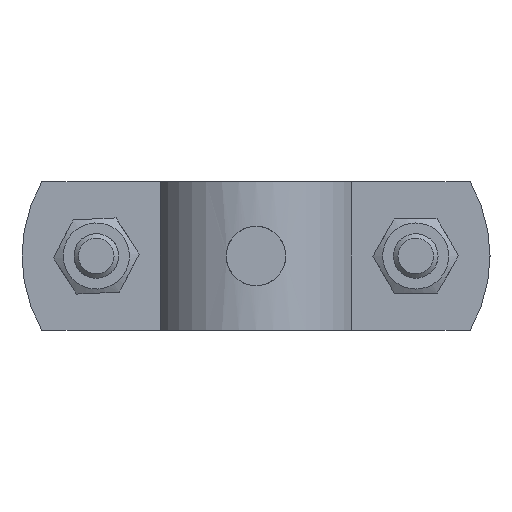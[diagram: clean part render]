
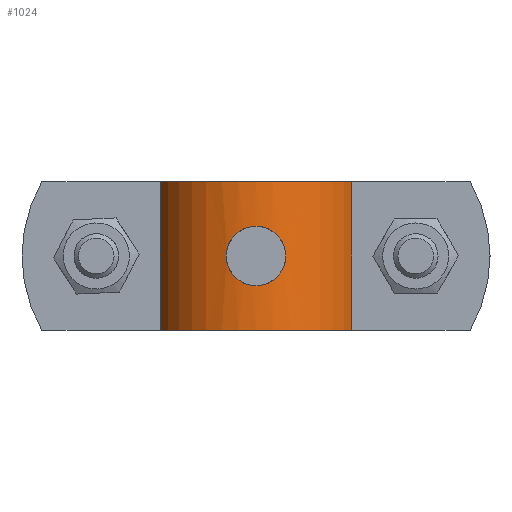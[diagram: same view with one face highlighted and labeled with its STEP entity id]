
A CAD part, front view. The second image highlights one B-rep face of the part: STEP entity #1024.
In plain terms, the highlighted cylindrical face has radius 14 mm (diameter 28 mm), a partial arc.
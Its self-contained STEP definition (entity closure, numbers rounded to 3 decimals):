
#588=CARTESIAN_POINT('',(4.0,13.416,0.));
#589=VERTEX_POINT('',#588);
#590=CARTESIAN_POINT('',(4.0,13.416,0.));
#591=CARTESIAN_POINT('',(4.0,13.416,0.461));
#592=CARTESIAN_POINT('',(3.916,13.442,0.949));
#593=CARTESIAN_POINT('',(3.745,13.49,1.405));
#594=CARTESIAN_POINT('',(3.587,13.534,1.827));
#595=CARTESIAN_POINT('',(3.354,13.595,2.222));
#596=CARTESIAN_POINT('',(3.076,13.658,2.557));
#597=CARTESIAN_POINT('',(2.908,13.696,2.759));
#598=CARTESIAN_POINT('',(2.727,13.733,2.938));
#599=CARTESIAN_POINT('',(2.523,13.771,3.104));
#600=CARTESIAN_POINT('',(2.149,13.839,3.408));
#601=CARTESIAN_POINT('',(1.702,13.904,3.654));
#602=CARTESIAN_POINT('',(1.229,13.946,3.806));
#603=CARTESIAN_POINT('',(0.934,13.972,3.902));
#604=CARTESIAN_POINT('',(0.628,13.989,3.962));
#605=CARTESIAN_POINT('',(0.328,13.996,3.987));
#606=CARTESIAN_POINT('',(0.07,14.002,4.008));
#607=CARTESIAN_POINT('',(-0.182,14.001,4.004));
#608=CARTESIAN_POINT('',(-0.441,13.993,3.976));
#609=CARTESIAN_POINT('',(-0.926,13.978,3.922));
#610=CARTESIAN_POINT('',(-1.417,13.935,3.774));
#611=CARTESIAN_POINT('',(-1.858,13.876,3.542));
#612=CARTESIAN_POINT('',(-2.22,13.828,3.353));
#613=CARTESIAN_POINT('',(-2.548,13.769,3.108));
#614=CARTESIAN_POINT('',(-2.821,13.713,2.836));
#615=CARTESIAN_POINT('',(-2.958,13.685,2.699));
#616=CARTESIAN_POINT('',(-3.089,13.655,2.549));
#617=CARTESIAN_POINT('',(-3.21,13.627,2.386));
#618=CARTESIAN_POINT('',(-3.502,13.558,1.993));
#619=CARTESIAN_POINT('',(-3.729,13.495,1.531));
#620=CARTESIAN_POINT('',(-3.86,13.457,1.048));
#621=CARTESIAN_POINT('',(-3.932,13.437,0.785));
#622=CARTESIAN_POINT('',(-3.975,13.424,0.516));
#623=CARTESIAN_POINT('',(-3.992,13.419,0.253));
#624=CARTESIAN_POINT('',(-4.006,13.415,0.03));
#625=CARTESIAN_POINT('',(-4.002,13.416,-0.188));
#626=CARTESIAN_POINT('',(-3.979,13.423,-0.412));
#627=CARTESIAN_POINT('',(-3.927,13.438,-0.911));
#628=CARTESIAN_POINT('',(-3.775,13.484,-1.42));
#629=CARTESIAN_POINT('',(-3.534,13.547,-1.873));
#630=CARTESIAN_POINT('',(-3.353,13.594,-2.215));
#631=CARTESIAN_POINT('',(-3.123,13.65,-2.525));
#632=CARTESIAN_POINT('',(-2.869,13.703,-2.788));
#633=CARTESIAN_POINT('',(-2.723,13.734,-2.938));
#634=CARTESIAN_POINT('',(-2.563,13.764,-3.078));
#635=CARTESIAN_POINT('',(-2.389,13.795,-3.208));
#636=CARTESIAN_POINT('',(-1.999,13.862,-3.498));
#637=CARTESIAN_POINT('',(-1.541,13.923,-3.724));
#638=CARTESIAN_POINT('',(-1.062,13.96,-3.856));
#639=CARTESIAN_POINT('',(-0.774,13.982,-3.936));
#640=CARTESIAN_POINT('',(-0.479,13.995,-3.982));
#641=CARTESIAN_POINT('',(-0.191,13.999,-3.995));
#642=CARTESIAN_POINT('',(0.015,14.002,-4.005));
#643=CARTESIAN_POINT('',(0.218,14.,-4.));
#644=CARTESIAN_POINT('',(0.426,13.994,-3.977));
#645=CARTESIAN_POINT('',(0.907,13.979,-3.926));
#646=CARTESIAN_POINT('',(1.396,13.937,-3.781));
#647=CARTESIAN_POINT('',(1.836,13.879,-3.554));
#648=CARTESIAN_POINT('',(2.092,13.845,-3.421));
#649=CARTESIAN_POINT('',(2.333,13.806,-3.261));
#650=CARTESIAN_POINT('',(2.549,13.766,-3.083));
#651=CARTESIAN_POINT('',(2.754,13.728,-2.913));
#652=CARTESIAN_POINT('',(2.934,13.69,-2.731));
#653=CARTESIAN_POINT('',(3.103,13.652,-2.525));
#654=CARTESIAN_POINT('',(3.406,13.583,-2.151));
#655=CARTESIAN_POINT('',(3.652,13.516,-1.705));
#656=CARTESIAN_POINT('',(3.806,13.473,-1.232));
#657=CARTESIAN_POINT('',(3.937,13.436,-0.827));
#658=CARTESIAN_POINT('',(4.0,13.416,-0.403));
#659=CARTESIAN_POINT('',(4.0,13.416,0.));
#660=B_SPLINE_CURVE_WITH_KNOTS('',3,(#590,#591,#592,#593,#594,#595,#596,#597,#598,#599,#600,#601,#602,#603,#604,#605,#606,#607,#608,#609,#610,#611,#612,#613,#614,#615,#616,#617,#618,#619,#620,#621,#622,#623,#624,#625,#626,#627,#628,#629,#630,#631,#632,#633,#634,#635,#636,#637,#638,#639,#640,#641,#642,#643,#644,#645,#646,#647,#648,#649,#650,#651,#652,#653,#654,#655,#656,#657,#658,#659),.UNSPECIFIED.,.T.,.U.,(4,3,3,3,3,3,3,3,3,3,3,3,3,3,3,3,3,3,3,3,3,3,3,4),(0.0,0.138,0.267,0.344,0.486,0.574,0.65,0.792,0.908,0.967,1.11,1.188,1.253,1.4,1.51,1.573,1.715,1.8,1.861,2.002,2.085,2.163,2.304,2.425),.UNSPECIFIED.);
#661=EDGE_CURVE('',#589,#589,#660,.T.);
#842=CARTESIAN_POINT('',(12.874,5.5,10.0));
#843=VERTEX_POINT('',#842);
#850=CARTESIAN_POINT('',(-12.874,5.5,10.0));
#851=VERTEX_POINT('',#850);
#852=CARTESIAN_POINT('',(0.0,0.0,10.0));
#853=DIRECTION('',(0.0,0.0,-1.));
#854=DIRECTION('',(-0.92,-0.393,0.0));
#855=AXIS2_PLACEMENT_3D('',#852,#853,#854);
#856=CIRCLE('',#855,14.);
#857=EDGE_CURVE('',#851,#843,#856,.T.);
#897=CARTESIAN_POINT('',(12.874,5.5,-10.0));
#898=VERTEX_POINT('',#897);
#905=CARTESIAN_POINT('',(12.874,5.5,10.0));
#906=DIRECTION('',(0.0,0.0,-1.0));
#907=VECTOR('',#906,20.0);
#908=LINE('',#905,#907);
#909=EDGE_CURVE('',#843,#898,#908,.T.);
#986=CARTESIAN_POINT('',(-12.874,5.5,-10.0));
#987=VERTEX_POINT('',#986);
#994=CARTESIAN_POINT('',(0.0,0.0,-10.0));
#995=DIRECTION('',(0.0,0.0,1.));
#996=DIRECTION('',(-0.92,-0.393,0.0));
#997=AXIS2_PLACEMENT_3D('',#994,#995,#996);
#998=CIRCLE('',#997,14.);
#999=EDGE_CURVE('',#898,#987,#998,.T.);
#1005=CARTESIAN_POINT('',(0.0,0.0,0.0));
#1006=DIRECTION('',(0.0,0.0,1.0));
#1007=DIRECTION('',(-0.92,-0.393,0.0));
#1008=AXIS2_PLACEMENT_3D('',#1005,#1006,#1007);
#1009=CYLINDRICAL_SURFACE('',#1008,14.);
#1010=ORIENTED_EDGE('',*,*,#857,.T.);
#1011=ORIENTED_EDGE('',*,*,#909,.T.);
#1012=ORIENTED_EDGE('',*,*,#999,.T.);
#1013=CARTESIAN_POINT('',(-12.874,5.5,10.0));
#1014=DIRECTION('',(0.0,0.0,-1.0));
#1015=VECTOR('',#1014,20.0);
#1016=LINE('',#1013,#1015);
#1017=EDGE_CURVE('',#851,#987,#1016,.T.);
#1018=ORIENTED_EDGE('',*,*,#1017,.F.);
#1019=EDGE_LOOP('',(#1010,#1011,#1012,#1018));
#1020=FACE_OUTER_BOUND('',#1019,.T.);
#1021=ORIENTED_EDGE('',*,*,#661,.T.);
#1022=EDGE_LOOP('',(#1021));
#1023=FACE_BOUND('',#1022,.T.);
#1024=ADVANCED_FACE('',(#1020,#1023),#1009,.T.);
